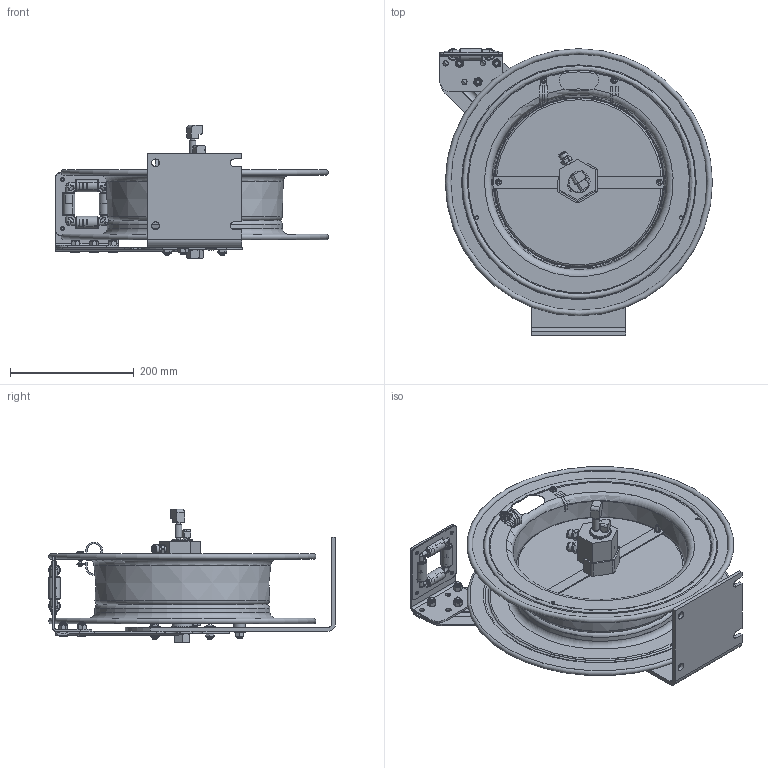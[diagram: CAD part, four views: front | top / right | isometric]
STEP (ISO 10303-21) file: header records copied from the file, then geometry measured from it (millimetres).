
FILE_DESCRIPTION(/* description */ (''),/* implementation_level */ '2;1');
FILE_NAME(/* name */ 'P-WTL-125_SHARED.stp',/* time_stamp */ '2020-02-27T15:48:26-07:00',/* author */ ('NMelton'),/* organization */ (''),/* preprocessor_version */ 'ST-DEVELOPER v17',/* originating_system */ 'Autodesk Inventor 2019',/* authorisation */ '');
FILE_SCHEMA (('AUTOMOTIVE_DESIGN { 1 0 10303 214 3 1 1 }'));
Products named in the file (1): P-WTL-125_SHARED
Bounding box: 441 x 464.08 x 215.55 mm (x, y, z)
Surface area: 1144632.8 mm2 (no closed solid volume)
Topology: 0 solids, 133 shells, 2130 faces, 9005 edges, 6748 vertices
Faces by surface type: plane 1067, cylinder 437, bspline 345, cone 161, torus 83, sphere 37
Full cylindrical faces by diameter (mm): 1.93 x2, 2.54 x1, 3.048 x1, 3.962 x2, 4.699 x4, 4.75 x1, 4.826 x6, 5.08 x2, 5.182 x2, 5.556 x3, 5.575 x1, 5.588 x6, 6.35 x4, 7.112 x3, 7.938 x3, 8.636 x3, 8.731 x4, 8.89 x3, 10.312 x1, 11.43 x3, 11.557 x4, 12.192 x8, 12.7 x2, 14.287 x2, 15.875 x1, 17.399 x1, 19.05 x5, 28.575 x1, 29.87 x1, 31.674 x2
Entity records: 99993 total; most frequent: CARTESIAN_POINT 29360, ORIENTED_EDGE 13400, DIRECTION 12310, EDGE_CURVE 8960, VERTEX_POINT 6748, LINE 5144, VECTOR 5144, AXIS2_PLACEMENT_3D 3583
